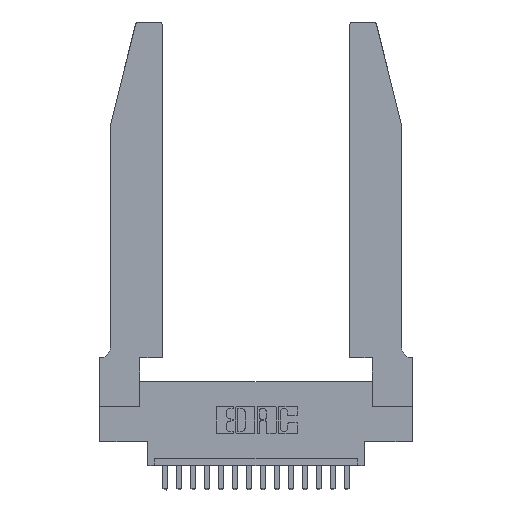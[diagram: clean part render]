
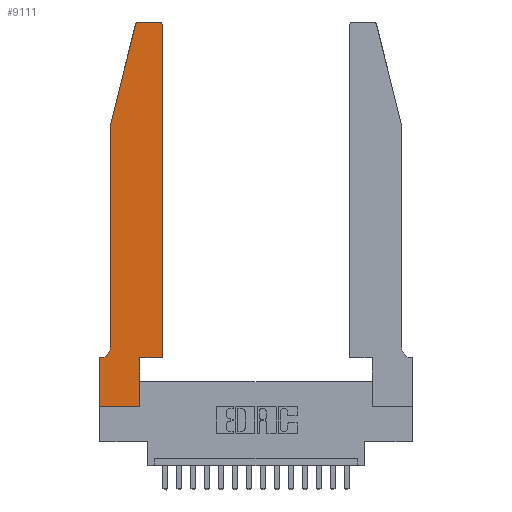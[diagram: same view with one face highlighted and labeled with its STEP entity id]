
A CAD part, top view. The second image highlights one B-rep face of the part: STEP entity #9111.
In plain terms, the highlighted planar face has unit normal (0, 0, 1).
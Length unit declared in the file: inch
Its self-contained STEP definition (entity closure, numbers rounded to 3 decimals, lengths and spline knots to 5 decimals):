
#122 = AXIS2_PLACEMENT_3D ( 'NONE', #3031, #4531, #19156 ) ;
#564 = CARTESIAN_POINT ( 'NONE',  ( 0.4505, 0.35, 0.37 ) ) ;
#705 = CARTESIAN_POINT ( 'NONE',  ( 0.0755, 0.35, 0.37 ) ) ;
#709 = VERTEX_POINT ( 'NONE', #16421 ) ;
#738 = DIRECTION ( 'NONE',  ( 0., 0., 1. ) ) ;
#786 = DIRECTION ( 'NONE',  ( -1., 0., 0. ) ) ;
#872 = VECTOR ( 'NONE', #11491, 39.37008 ) ;
#990 = CARTESIAN_POINT ( 'NONE',  ( 0., 0., 0.37 ) ) ;
#1040 = CARTESIAN_POINT ( 'NONE',  ( 0.4205, 2.75, 0.37 ) ) ;
#1137 = VERTEX_POINT ( 'NONE', #8146 ) ;
#1276 = DIRECTION ( 'NONE',  ( 0., 1., 0. ) ) ;
#1643 = ORIENTED_EDGE ( 'NONE', *, *, #12767, .T. ) ;
#1801 = CARTESIAN_POINT ( 'NONE',  ( 0.4505, 0.35, 0.37 ) ) ;
#2451 = VERTEX_POINT ( 'NONE', #11060 ) ;
#2749 = AXIS2_PLACEMENT_3D ( 'NONE', #11294, #6850, #786 ) ;
#2775 = CARTESIAN_POINT ( 'NONE',  ( 0.0755, 2., 0.37 ) ) ;
#3031 = CARTESIAN_POINT ( 'NONE',  ( 0.284, 2.72, 0.37 ) ) ;
#3321 = DIRECTION ( 'NONE',  ( 0., 0., 1. ) ) ;
#3559 = VERTEX_POINT ( 'NONE', #17341 ) ;
#3595 = EDGE_CURVE ( 'NONE', #18415, #4134, #12175, .T. ) ;
#3722 = VECTOR ( 'NONE', #5583, 39.37008 ) ;
#3950 = LINE ( 'NONE', #19014, #3722 ) ;
#4071 = CARTESIAN_POINT ( 'NONE',  ( 0.2865, 0.35, 0.37 ) ) ;
#4134 = VERTEX_POINT ( 'NONE', #2775 ) ;
#4363 = EDGE_LOOP ( 'NONE', ( #15217, #6057, #18970, #14808, #10571, #5999, #8309, #16075, #17167, #17444, #1643, #12773 ) ) ;
#4384 = VECTOR ( 'NONE', #7327, 39.37008 ) ;
#4531 = DIRECTION ( 'NONE',  ( 0., 0., 1. ) ) ;
#5026 = EDGE_CURVE ( 'NONE', #3559, #14287, #10708, .T. ) ;
#5062 = DIRECTION ( 'NONE',  ( 1., 0., 0. ) ) ;
#5430 = CIRCLE ( 'NONE', #122, 0.03 ) ;
#5583 = DIRECTION ( 'NONE',  ( 0., -1., 0. ) ) ;
#5717 = CARTESIAN_POINT ( 'NONE',  ( 0.2865, 0.35, 0.37 ) ) ;
#5736 = LINE ( 'NONE', #10942, #14895 ) ;
#5999 = ORIENTED_EDGE ( 'NONE', *, *, #17905, .T. ) ;
#6057 = ORIENTED_EDGE ( 'NONE', *, *, #7006, .T. ) ;
#6212 = VECTOR ( 'NONE', #5062, 39.37008 ) ;
#6244 = EDGE_CURVE ( 'NONE', #18010, #709, #5736, .T. ) ;
#6456 = LINE ( 'NONE', #18793, #872 ) ;
#6816 = EDGE_CURVE ( 'NONE', #16916, #2451, #8243, .T. ) ;
#6850 = DIRECTION ( 'NONE',  ( 0., 0., -1. ) ) ;
#7006 = EDGE_CURVE ( 'NONE', #709, #18415, #5430, .T. ) ;
#7327 = DIRECTION ( 'NONE',  ( 1., 0., 0. ) ) ;
#8080 = DIRECTION ( 'NONE',  ( -1., 0., 0. ) ) ;
#8117 = DIRECTION ( 'NONE',  ( 1., 0., 0. ) ) ;
#8146 = CARTESIAN_POINT ( 'NONE',  ( 0.4505, 2.72, 0.37 ) ) ;
#8166 = DIRECTION ( 'NONE',  ( 0., 1., 0. ) ) ;
#8224 = DIRECTION ( 'NONE',  ( -1., 0., 0. ) ) ;
#8243 = CIRCLE ( 'NONE', #2749, 0.07 ) ;
#8271 = EDGE_CURVE ( 'NONE', #1137, #18010, #15926, .T. ) ;
#8309 = ORIENTED_EDGE ( 'NONE', *, *, #19178, .T. ) ;
#8361 = LINE ( 'NONE', #16166, #4384 ) ;
#8396 = VECTOR ( 'NONE', #8224, 39.37008 ) ;
#8419 = DIRECTION ( 'NONE',  ( -0.239, -0.971, 0. ) ) ;
#9018 = EDGE_CURVE ( 'NONE', #4134, #16916, #3950, .T. ) ;
#9111 = ADVANCED_FACE ( 'NONE', ( #19122 ), #9158, .T. ) ;
#9158 = PLANE ( 'NONE',  #15302 ) ;
#9325 = VERTEX_POINT ( 'NONE', #1801 ) ;
#9563 = LINE ( 'NONE', #705, #8396 ) ;
#10138 = LINE ( 'NONE', #18402, #16000 ) ;
#10259 = EDGE_CURVE ( 'NONE', #14287, #9325, #16293, .T. ) ;
#10571 = ORIENTED_EDGE ( 'NONE', *, *, #6816, .T. ) ;
#10708 = LINE ( 'NONE', #5717, #16099 ) ;
#10942 = CARTESIAN_POINT ( 'NONE',  ( 0.2605, 2.75, 0.37 ) ) ;
#11060 = CARTESIAN_POINT ( 'NONE',  ( 0.0055, 0.35, 0.37 ) ) ;
#11273 = AXIS2_PLACEMENT_3D ( 'NONE', #12269, #3321, #13824 ) ;
#11294 = CARTESIAN_POINT ( 'NONE',  ( 0.0055, 0.42, 0.37 ) ) ;
#11491 = DIRECTION ( 'NONE',  ( 0., -1., 0. ) ) ;
#12175 = LINE ( 'NONE', #12963, #15492 ) ;
#12269 = CARTESIAN_POINT ( 'NONE',  ( 0.4205, 2.72, 0.37 ) ) ;
#12767 = EDGE_CURVE ( 'NONE', #9325, #1137, #10138, .T. ) ;
#12773 = ORIENTED_EDGE ( 'NONE', *, *, #8271, .T. ) ;
#12963 = CARTESIAN_POINT ( 'NONE',  ( 0.0755, 2., 0.37 ) ) ;
#13824 = DIRECTION ( 'NONE',  ( 1., 0., 0. ) ) ;
#14287 = VERTEX_POINT ( 'NONE', #4071 ) ;
#14578 = VERTEX_POINT ( 'NONE', #18190 ) ;
#14808 = ORIENTED_EDGE ( 'NONE', *, *, #9018, .T. ) ;
#14895 = VECTOR ( 'NONE', #8080, 39.37008 ) ;
#15090 = CARTESIAN_POINT ( 'NONE',  ( 0.0755, 0.42, 0.37 ) ) ;
#15217 = ORIENTED_EDGE ( 'NONE', *, *, #6244, .T. ) ;
#15302 = AXIS2_PLACEMENT_3D ( 'NONE', #18563, #738, #8117 ) ;
#15412 = CARTESIAN_POINT ( 'NONE',  ( 0.25487, 2.72718, 0.37 ) ) ;
#15492 = VECTOR ( 'NONE', #8419, 39.37008 ) ;
#15926 = CIRCLE ( 'NONE', #11273, 0.03 ) ;
#16000 = VECTOR ( 'NONE', #8166, 39.37008 ) ;
#16075 = ORIENTED_EDGE ( 'NONE', *, *, #18740, .T. ) ;
#16099 = VECTOR ( 'NONE', #1276, 39.37008 ) ;
#16166 = CARTESIAN_POINT ( 'NONE',  ( 0., 0., 0.37 ) ) ;
#16293 = LINE ( 'NONE', #564, #6212 ) ;
#16421 = CARTESIAN_POINT ( 'NONE',  ( 0.284, 2.75, 0.37 ) ) ;
#16916 = VERTEX_POINT ( 'NONE', #15090 ) ;
#17167 = ORIENTED_EDGE ( 'NONE', *, *, #5026, .T. ) ;
#17341 = CARTESIAN_POINT ( 'NONE',  ( 0.2865, 0., 0.37 ) ) ;
#17444 = ORIENTED_EDGE ( 'NONE', *, *, #10259, .T. ) ;
#17905 = EDGE_CURVE ( 'NONE', #2451, #14578, #9563, .T. ) ;
#18010 = VERTEX_POINT ( 'NONE', #1040 ) ;
#18190 = CARTESIAN_POINT ( 'NONE',  ( 0., 0.35, 0.37 ) ) ;
#18402 = CARTESIAN_POINT ( 'NONE',  ( 0.4505, 0.35, 0.37 ) ) ;
#18415 = VERTEX_POINT ( 'NONE', #15412 ) ;
#18563 = CARTESIAN_POINT ( 'NONE',  ( 0., 0.35, 0.37 ) ) ;
#18740 = EDGE_CURVE ( 'NONE', #19184, #3559, #8361, .T. ) ;
#18793 = CARTESIAN_POINT ( 'NONE',  ( 0., 0., 0.37 ) ) ;
#18970 = ORIENTED_EDGE ( 'NONE', *, *, #3595, .T. ) ;
#19014 = CARTESIAN_POINT ( 'NONE',  ( 0.0755, 2., 0.37 ) ) ;
#19122 = FACE_OUTER_BOUND ( 'NONE', #4363, .T. ) ;
#19156 = DIRECTION ( 'NONE',  ( 1., 0., 0. ) ) ;
#19178 = EDGE_CURVE ( 'NONE', #14578, #19184, #6456, .T. ) ;
#19184 = VERTEX_POINT ( 'NONE', #990 ) ;
